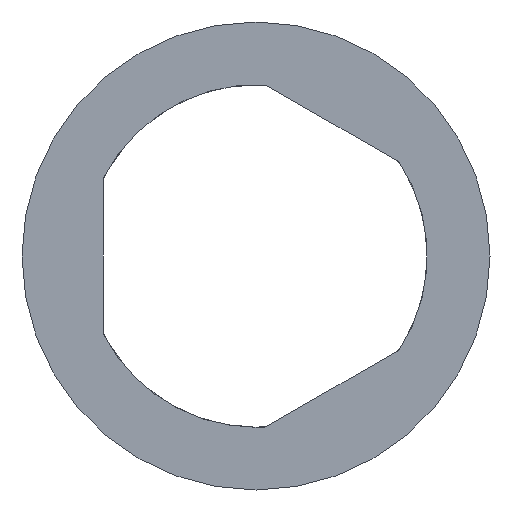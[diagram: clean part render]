
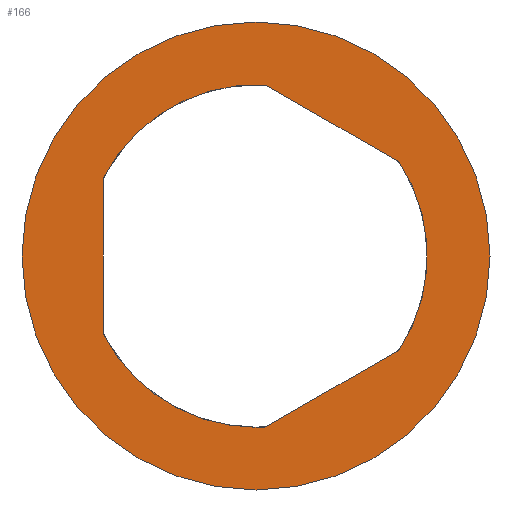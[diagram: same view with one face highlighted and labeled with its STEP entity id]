
A CAD part, front view. The second image highlights one B-rep face of the part: STEP entity #166.
In plain terms, the highlighted planar face has unit normal (0, -1, 0).
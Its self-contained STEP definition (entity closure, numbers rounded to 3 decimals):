
#15=PLANE('',#205);
#32=LINE('',#299,#44);
#33=LINE('',#300,#45);
#34=LINE('',#301,#46);
#44=VECTOR('',#245,1000.);
#45=VECTOR('',#246,1000.);
#46=VECTOR('',#247,1000.);
#52=FACE_BOUND('',#69,.T.);
#56=FACE_OUTER_BOUND('',#68,.T.);
#68=EDGE_LOOP('',(#135));
#69=EDGE_LOOP('',(#136,#137,#138,#139,#140,#141));
#79=CIRCLE('',#196,8.95);
#81=CIRCLE('',#199,6.55);
#82=CIRCLE('',#201,6.55);
#83=CIRCLE('',#203,6.55);
#85=VERTEX_POINT('',#269);
#87=VERTEX_POINT('',#274);
#88=VERTEX_POINT('',#275);
#91=VERTEX_POINT('',#281);
#92=VERTEX_POINT('',#283);
#95=VERTEX_POINT('',#289);
#96=VERTEX_POINT('',#291);
#100=EDGE_CURVE('',#85,#85,#79,.T.);
#102=EDGE_CURVE('',#87,#88,#81,.T.);
#106=EDGE_CURVE('',#91,#92,#82,.T.);
#110=EDGE_CURVE('',#95,#96,#83,.T.);
#114=EDGE_CURVE('',#96,#87,#32,.T.);
#115=EDGE_CURVE('',#92,#95,#33,.T.);
#116=EDGE_CURVE('',#88,#91,#34,.T.);
#135=ORIENTED_EDGE('',*,*,#100,.T.);
#136=ORIENTED_EDGE('',*,*,#102,.F.);
#137=ORIENTED_EDGE('',*,*,#114,.F.);
#138=ORIENTED_EDGE('',*,*,#110,.F.);
#139=ORIENTED_EDGE('',*,*,#115,.F.);
#140=ORIENTED_EDGE('',*,*,#106,.F.);
#141=ORIENTED_EDGE('',*,*,#116,.F.);
#166=ADVANCED_FACE('',(#56,#52),#15,.T.);
#196=AXIS2_PLACEMENT_3D('',#270,#219,#220);
#199=AXIS2_PLACEMENT_3D('',#276,#225,#226);
#201=AXIS2_PLACEMENT_3D('',#284,#231,#232);
#203=AXIS2_PLACEMENT_3D('',#292,#237,#238);
#205=AXIS2_PLACEMENT_3D('',#298,#243,#244);
#219=DIRECTION('center_axis',(0.,-1.,0.));
#220=DIRECTION('ref_axis',(0.,0.,-1.));
#225=DIRECTION('center_axis',(0.,-1.,0.));
#226=DIRECTION('ref_axis',(0.,0.,-1.));
#231=DIRECTION('center_axis',(0.,-1.,0.));
#232=DIRECTION('ref_axis',(0.,0.,-1.));
#237=DIRECTION('center_axis',(0.,-1.,0.));
#238=DIRECTION('ref_axis',(0.,0.,-1.));
#243=DIRECTION('center_axis',(0.,-1.,0.));
#244=DIRECTION('ref_axis',(0.,0.,-1.));
#245=DIRECTION('',(0.,0.,-1.));
#246=DIRECTION('',(-0.866,0.,0.5));
#247=DIRECTION('',(0.866,0.,0.5));
#269=CARTESIAN_POINT('',(0.,0.,-8.95));
#270=CARTESIAN_POINT('Origin',(0.,0.,0.));
#274=CARTESIAN_POINT('',(-5.85,0.,-2.946));
#275=CARTESIAN_POINT('',(0.374,0.,-6.539));
#276=CARTESIAN_POINT('Origin',(0.,0.,0.));
#281=CARTESIAN_POINT('',(5.476,0.,-3.593));
#283=CARTESIAN_POINT('',(5.476,0.,3.593));
#284=CARTESIAN_POINT('Origin',(0.,0.,0.));
#289=CARTESIAN_POINT('',(0.374,0.,6.539));
#291=CARTESIAN_POINT('',(-5.85,0.,2.946));
#292=CARTESIAN_POINT('Origin',(0.,0.,0.));
#298=CARTESIAN_POINT('Origin',(6.55,0.,0.));
#299=CARTESIAN_POINT('',(-5.85,0.,-2.946));
#300=CARTESIAN_POINT('',(0.374,0.,6.539));
#301=CARTESIAN_POINT('',(5.476,0.,-3.593));
